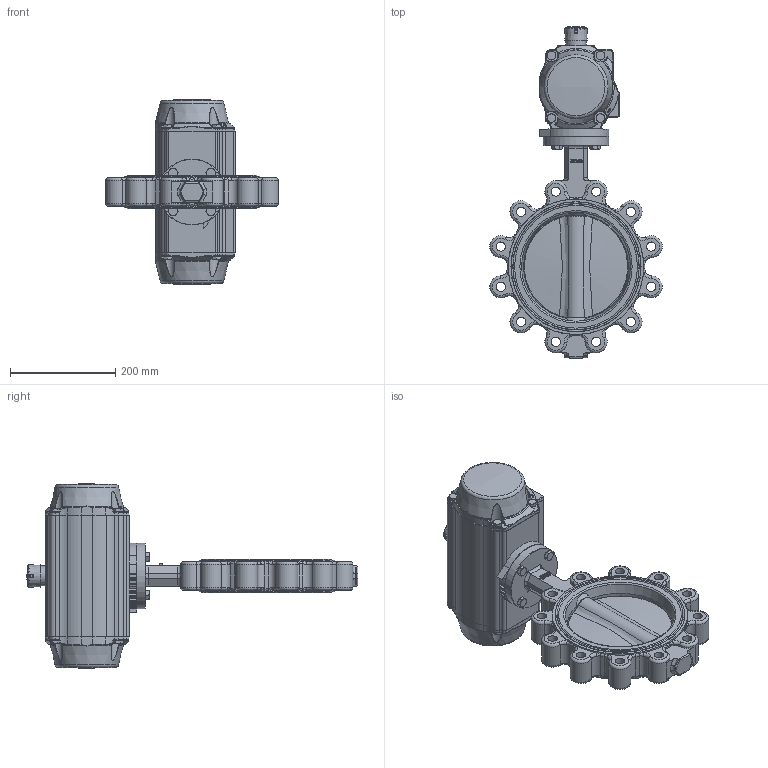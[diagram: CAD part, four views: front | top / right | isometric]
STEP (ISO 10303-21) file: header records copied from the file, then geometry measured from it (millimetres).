
FILE_DESCRIPTION(/* description */ ('Unknown'),/* implementation_level */ '2;1');
FILE_NAME(/* name */ 'DW07 5200_5210_5220-15',/* time_stamp */ '2023-05-02T13:28:12+02:00',/* author */ ('Unknown'),/* organization */ ('Unknown'),/* preprocessor_version */ 'ST-DEVELOPER v18.102',/* originating_system */ 'Solid Edge',/* authorisation */ 'Unknown');
FILE_SCHEMA (('AUTOMOTIVE_DESIGN {1 0 10303 214 3 1 1}'));
Products named in the file (18): DW333-5.200.200; Raster DN200-DN250; LUG-DN200; DN200概极; seat; disc; shaft1; shaft2; bushing1; DW07_FR06_(DW333_FR248); KP-125; ָʾ; 硌尨釱; 硌尨梓尨_酴伎; 指示标示(黄色）_红色; cup head nib bolts with large head gb_GB_FASTENER_BOLT_CHNBW M6X25-N; hexagon head bolts--product grade c gb_GB_FASTENER_BOLT_HHBC M10X45-N; DIN 933 M10x40 A2-70 BLK_EDST
Assembly tree (30 placements, depth 4):
  DW333-5.200.200
    Raster DN200-DN250
    LUG-DN200
      DN200概极
      seat
      disc
      shaft1
      shaft2
      bushing1  x2
    DW07_FR06_(DW333_FR248)
      KP-125
      ָʾ
        硌尨釱
        硌尨梓尨_酴伎  x2
        指示标示(黄色）_红色  x2
      cup head nib bolts with large head gb_GB_FASTENER_BOLT_CHNBW M6X25-N
      hexagon head bolts--product grade c gb_GB_FASTENER_BOLT_HHBC M10X45-N  x8
    DIN 933 M10x40 A2-70 BLK_EDST  x4
Bounding box: 326.95 x 629.62 x 349.9 mm (x, y, z)
Volume: 9585399.8 mm3; surface area: 870375.4 mm2
Topology: 27 solids, 27 shells, 1966 faces, 4685 edges, 2826 vertices
Faces by surface type: plane 599, cylinder 513, bspline 399, torus 267, cone 169, sphere 19
Full cylindrical faces by diameter (mm): 3 x16, 3.3 x8, 4.2 x8, 4.66 x1, 5 x1, 6 x1, 6.2 x1, 6.8 x5, 8.5 x12, 10 x12, 11 x8, 11.8 x2, 12 x4, 15.4 x1, 17 x4, 17.5 x12, 19 x1, 22.1 x5, 22.28 x1, 22.3 x1, 22.4 x2, 28.58 x2, 28.65 x4, 32 x1, 34 x2, 36.2 x1, 38 x1, 38.5 x1, 43.852 x1, 71 x1
Entity records: 64559 total; most frequent: CARTESIAN_POINT 25722, ORIENTED_EDGE 7320, DIRECTION 7001, EDGE_CURVE 3660, AXIS2_PLACEMENT_3D 2880, VERTEX_POINT 2334, FACE_BOUND 1966, EDGE_LOOP 1941
